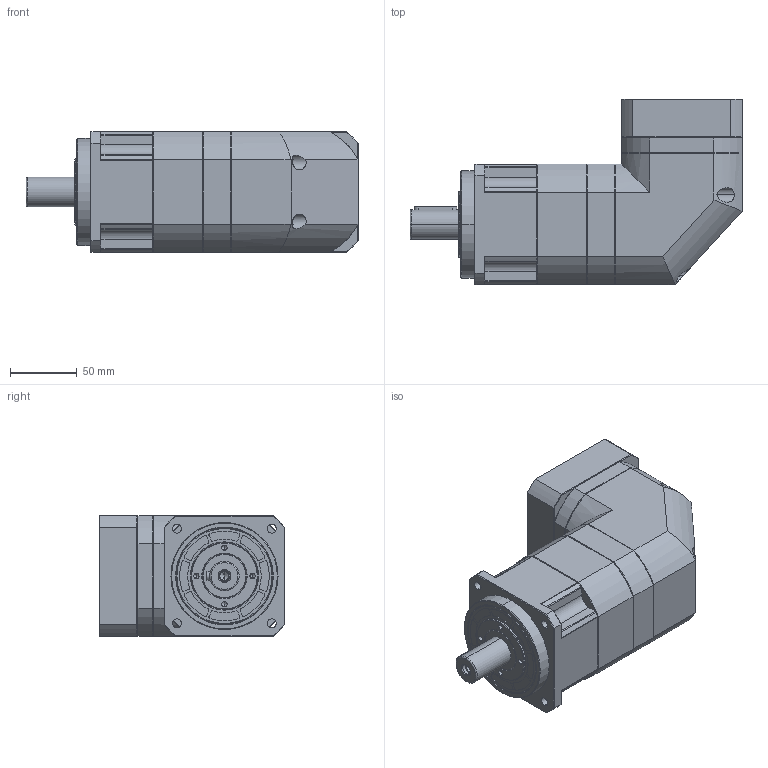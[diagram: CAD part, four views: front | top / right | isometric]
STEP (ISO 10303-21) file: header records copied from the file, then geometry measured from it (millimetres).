
FILE_DESCRIPTION((''),'2;1');
FILE_NAME('TMR90L2-80-165-45-0001_ASM','2024-06-25T10:02:01',('mayn'),(''),'CREO PARAMETRIC BY PTC INC, 2020053','CREO PARAMETRIC BY PTC INC, 2020053','');
FILE_SCHEMA(('CONFIG_CONTROL_DESIGN'));
Length unit declared in the file: millimetre
Products named in the file (20): SPRING_LOCK_WASHERS--NORM-16944; HEXAGON_SOCKET_HEAD_CAP_S-28021; SPRING_LOCK_WASHERS--NORMA-4726; HEXAGON_SOCKET_HEAD_CAP_SC-5274; HEXAGON_SOCKET_HEAD_CAP_SC-5157; HEX_SOCKET_SET_SCREWS_WITH_FLAT; HEXAGON_SOCKET_HEAD_CAP_S-16773; 500; __10001; _TM900001_ASM; TMR900001; TM900001; TMR901650001; TMR900002; 40X50X500; TM90_D80-M6-100F900001; TMR900003; TMR900004; TMR90L2-80-165-45-0002_ASM; TMR90L2-80-165-45-0001_ASM
Assembly tree (45 placements, depth 4):
  TMR90L2-80-165-45-0001_ASM
    TMR90L2-80-165-45-0002_ASM
      SPRING_LOCK_WASHERS--NORM-16944  x4
      HEXAGON_SOCKET_HEAD_CAP_S-28021  x6
      SPRING_LOCK_WASHERS--NORMA-4726  x12
      HEXAGON_SOCKET_HEAD_CAP_SC-5274  x3
      HEXAGON_SOCKET_HEAD_CAP_SC-5157  x6
      HEX_SOCKET_SET_SCREWS_WITH_FLAT
      HEXAGON_SOCKET_HEAD_CAP_S-16773
      _TM900001_ASM
        500
        __10001
      TMR900001
      TM900001
      TMR901650001
      TMR900002
      40X50X500
      TM90_D80-M6-100F900001
      TMR900003
      TMR900004
Bounding box: 248 x 138.5 x 90 mm (x, y, z)
Volume: 1603165.6 mm3; surface area: 238617.5 mm2
Topology: 43 solids, 43 shells, 1327 faces, 3303 edges, 2087 vertices
Faces by surface type: cylinder 561, plane 532, cone 186, torus 48
Entity records: 28738 total; most frequent: CARTESIAN_POINT 5599, DIRECTION 5207, ORIENTED_EDGE 4530, EDGE_CURVE 2265, AXIS2_PLACEMENT_3D 2116, VERTEX_POINT 1467, CIRCLE 1120, EDGE_LOOP 1040
